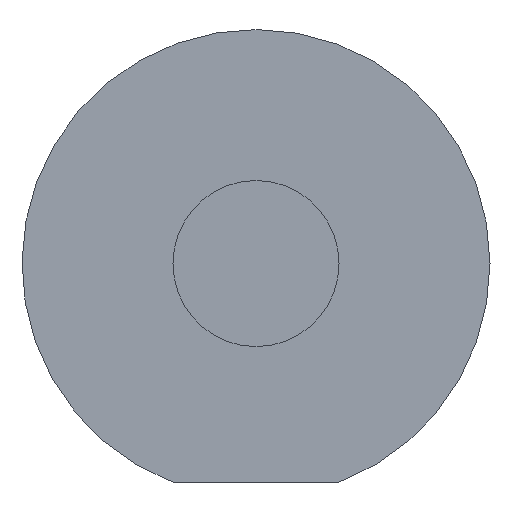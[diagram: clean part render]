
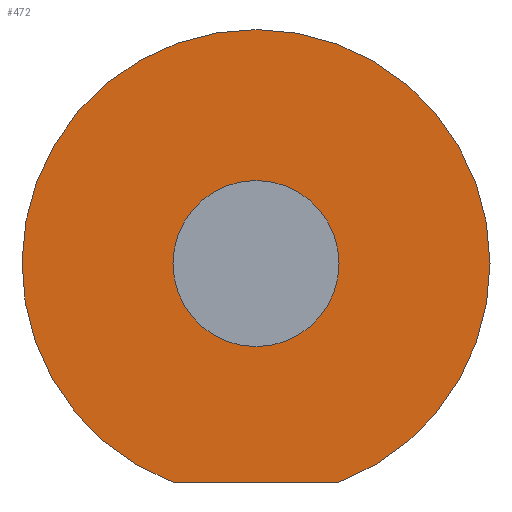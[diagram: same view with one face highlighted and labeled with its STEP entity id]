
A CAD part, front view. The second image highlights one B-rep face of the part: STEP entity #472.
In plain terms, the highlighted planar face has unit normal (0, -1, 0).
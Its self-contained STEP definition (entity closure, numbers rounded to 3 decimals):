
#408 = VERTEX_POINT('',#409);
#409 = CARTESIAN_POINT('',(-10.954,-25.,-29.));
#415 = EDGE_CURVE('',#408,#416,#418,.T.);
#416 = VERTEX_POINT('',#417);
#417 = CARTESIAN_POINT('',(10.954,-25.,-29.));
#418 = LINE('',#419,#420);
#419 = CARTESIAN_POINT('',(-20.,-25.,-29.));
#420 = VECTOR('',#421,1.);
#421 = DIRECTION('',(1.,0.,0.));
#438 = EDGE_CURVE('',#439,#439,#441,.T.);
#439 = VERTEX_POINT('',#440);
#440 = CARTESIAN_POINT('',(11.,-25.,0.));
#441 = CIRCLE('',#442,11.);
#442 = AXIS2_PLACEMENT_3D('',#443,#444,#445);
#443 = CARTESIAN_POINT('',(0.,-25.,0.)
  );
#444 = DIRECTION('',(0.,-1.,0.));
#445 = DIRECTION('',(1.,0.,0.));
#472 = ADVANCED_FACE('',(#473,#492),#495,.F.);
#473 = FACE_BOUND('',#474,.F.);
#474 = EDGE_LOOP('',(#475,#484,#491));
#475 = ORIENTED_EDGE('',*,*,#476,.F.);
#476 = EDGE_CURVE('',#477,#408,#479,.T.);
#477 = VERTEX_POINT('',#478);
#478 = CARTESIAN_POINT('',(31.,-25.,0.));
#479 = CIRCLE('',#480,31.);
#480 = AXIS2_PLACEMENT_3D('',#481,#482,#483);
#481 = CARTESIAN_POINT('',(0.,-25.,0.)
  );
#482 = DIRECTION('',(0.,-1.,0.));
#483 = DIRECTION('',(1.,0.,0.));
#484 = ORIENTED_EDGE('',*,*,#485,.F.);
#485 = EDGE_CURVE('',#416,#477,#486,.T.);
#486 = CIRCLE('',#487,31.);
#487 = AXIS2_PLACEMENT_3D('',#488,#489,#490);
#488 = CARTESIAN_POINT('',(0.,-25.,0.)
  );
#489 = DIRECTION('',(0.,-1.,0.));
#490 = DIRECTION('',(1.,0.,0.));
#491 = ORIENTED_EDGE('',*,*,#415,.F.);
#492 = FACE_BOUND('',#493,.F.);
#493 = EDGE_LOOP('',(#494));
#494 = ORIENTED_EDGE('',*,*,#438,.T.);
#495 = PLANE('',#496);
#496 = AXIS2_PLACEMENT_3D('',#497,#498,#499);
#497 = CARTESIAN_POINT('',(0.,-25.,0.)
  );
#498 = DIRECTION('',(0.,1.,0.));
#499 = DIRECTION('',(-1.,0.,0.));
